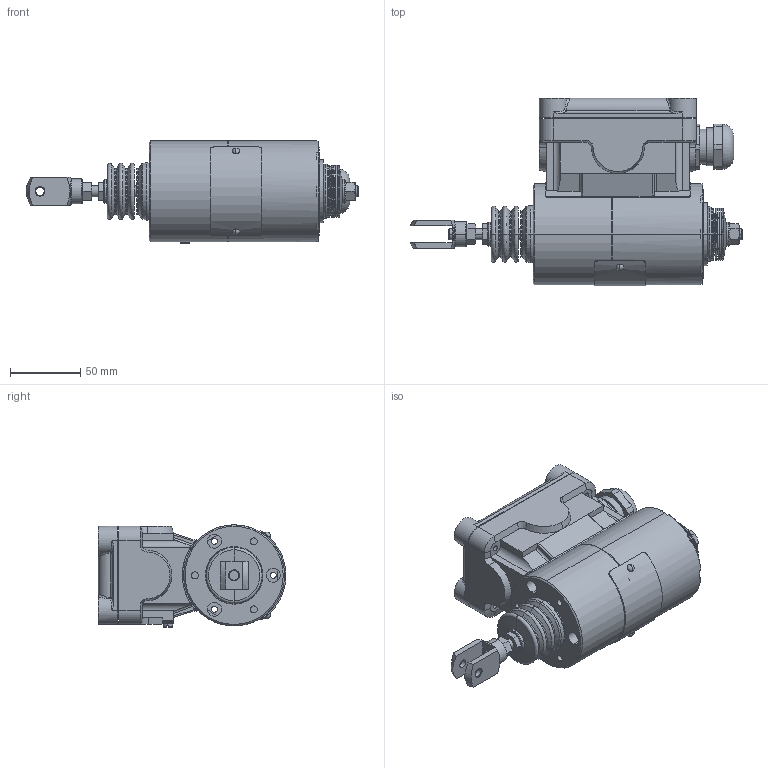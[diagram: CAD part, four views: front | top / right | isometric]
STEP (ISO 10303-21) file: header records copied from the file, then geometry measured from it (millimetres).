
FILE_DESCRIPTION (( 'STEP AP214' ), '1' );
FILE_NAME ('Gleichstrom-Hubmagnet-EX-41070068-external.STEP', '2021-10-12T12:24:43', ( '' ), ( '' ), 'SwSTEP 2.0', 'SolidWorks 2018', '' );
FILE_SCHEMA (( 'AUTOMOTIVE_DESIGN' ));
Length unit declared in the file: millimetre
Products named in the file (1): Gleichstrom-Hubmagnet-EX-41070068-external
Bounding box: 236.7 x 133.76 x 72.9 mm (x, y, z)
Surface area: 115563.4 mm2 (no closed solid volume)
Topology: 0 solids, 39 shells, 544 faces, 1576 edges, 1057 vertices
Faces by surface type: plane 201, cylinder 138, cone 111, torus 62, bspline 20, sphere 12
Entity records: 26865 total; most frequent: CARTESIAN_POINT 6821, DIRECTION 3014, ORIENTED_EDGE 2682, EDGE_CURVE 1568, AXIS2_PLACEMENT_3D 1180, VERTEX_POINT 1053, CIRCLE 655, VECTOR 654
